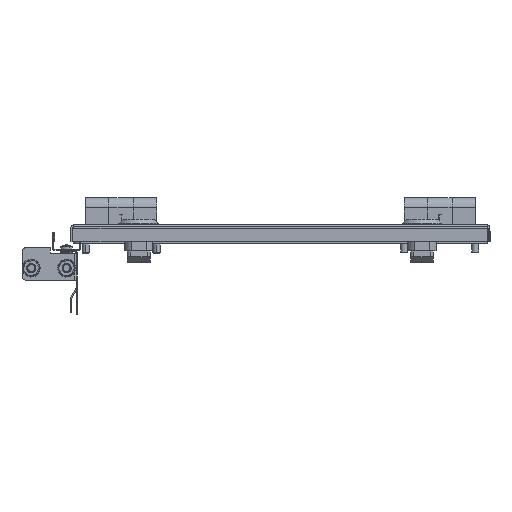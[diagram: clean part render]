
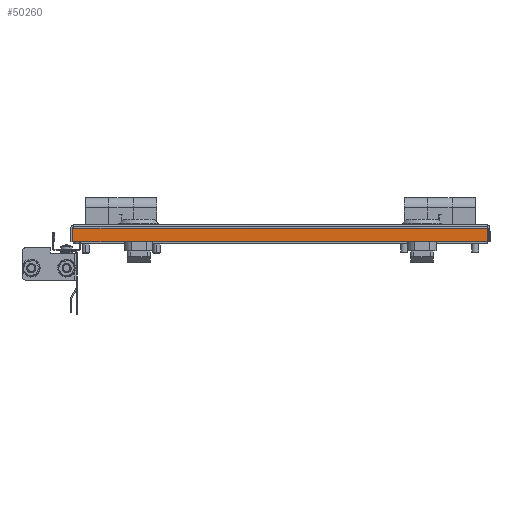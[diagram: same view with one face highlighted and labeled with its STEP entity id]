
A CAD part, left-side view. The second image highlights one B-rep face of the part: STEP entity #50260.
In plain terms, the highlighted planar face has unit normal (-1, 0, 0).
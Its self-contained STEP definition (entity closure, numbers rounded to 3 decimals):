
#2101 = LINE ( 'NONE', #19943, #28880 ) ;
#3123 = VECTOR ( 'NONE', #31256, 1000. ) ;
#3177 = CARTESIAN_POINT ( 'NONE',  ( -389.25, -146.531, -12. ) ) ;
#3564 = FACE_OUTER_BOUND ( 'NONE', #45773, .T. ) ;
#9963 = VECTOR ( 'NONE', #53951, 1000. ) ;
#10162 = ORIENTED_EDGE ( 'NONE', *, *, #50381, .F. ) ;
#12873 = CARTESIAN_POINT ( 'NONE',  ( -389.25, -0.002, -12. ) ) ;
#13827 = VERTEX_POINT ( 'NONE', #46196 ) ;
#13996 = VECTOR ( 'NONE', #19905, 1000. ) ;
#17675 = EDGE_CURVE ( 'NONE', #13827, #33895, #2101, .T. ) ;
#19905 = DIRECTION ( 'NONE',  ( 0., -1., 0. ) ) ;
#19943 = CARTESIAN_POINT ( 'NONE',  ( -389.25, 146.528, 0. ) ) ;
#20140 = DIRECTION ( 'NONE',  ( 0., 0., -1. ) ) ;
#21294 = ORIENTED_EDGE ( 'NONE', *, *, #17675, .T. ) ;
#22517 = CARTESIAN_POINT ( 'NONE',  ( -389.25, -146.531, -2.4 ) ) ;
#22937 = DIRECTION ( 'NONE',  ( 0., 0., -1. ) ) ;
#26133 = EDGE_CURVE ( 'NONE', #56067, #47129, #54066, .T. ) ;
#27893 = EDGE_CURVE ( 'NONE', #33895, #47129, #54468, .T. ) ;
#28880 = VECTOR ( 'NONE', #20140, 1000. ) ;
#30178 = ORIENTED_EDGE ( 'NONE', *, *, #26133, .F. ) ;
#31256 = DIRECTION ( 'NONE',  ( 0., -1., 0. ) ) ;
#33895 = VERTEX_POINT ( 'NONE', #35787 ) ;
#35185 = CARTESIAN_POINT ( 'NONE',  ( -389.25, -146.531, -1.4 ) ) ;
#35787 = CARTESIAN_POINT ( 'NONE',  ( -389.25, 146.528, -12. ) ) ;
#41506 = DIRECTION ( 'NONE',  ( 1., 0., 0. ) ) ;
#42079 = PLANE ( 'NONE',  #57931 ) ;
#43064 = CARTESIAN_POINT ( 'NONE',  ( -389.25, -148.002, -2.4 ) ) ;
#45773 = EDGE_LOOP ( 'NONE', ( #30178, #10162, #21294, #47384 ) ) ;
#46196 = CARTESIAN_POINT ( 'NONE',  ( -389.25, 146.528, -2.4 ) ) ;
#46330 = CARTESIAN_POINT ( 'NONE',  ( -389.25, -0.002, 0. ) ) ;
#47129 = VERTEX_POINT ( 'NONE', #3177 ) ;
#47384 = ORIENTED_EDGE ( 'NONE', *, *, #27893, .T. ) ;
#50260 = ADVANCED_FACE ( 'NONE', ( #3564 ), #42079, .F. ) ;
#50381 = EDGE_CURVE ( 'NONE', #13827, #56067, #53735, .T. ) ;
#53735 = LINE ( 'NONE', #43064, #13996 ) ;
#53951 = DIRECTION ( 'NONE',  ( 0., 0., -1. ) ) ;
#54066 = LINE ( 'NONE', #35185, #9963 ) ;
#54468 = LINE ( 'NONE', #12873, #3123 ) ;
#56067 = VERTEX_POINT ( 'NONE', #22517 ) ;
#57931 = AXIS2_PLACEMENT_3D ( 'NONE', #46330, #41506, #22937 ) ;
